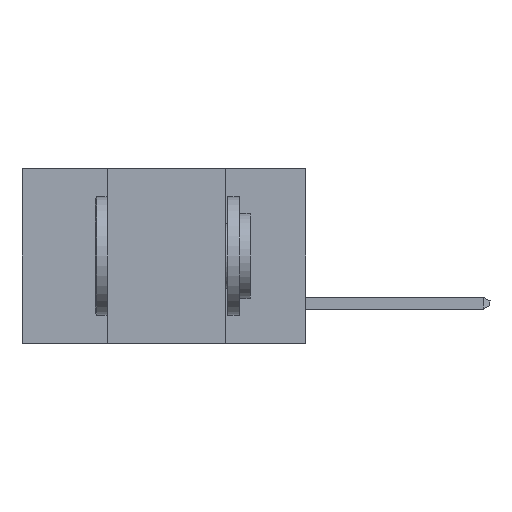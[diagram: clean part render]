
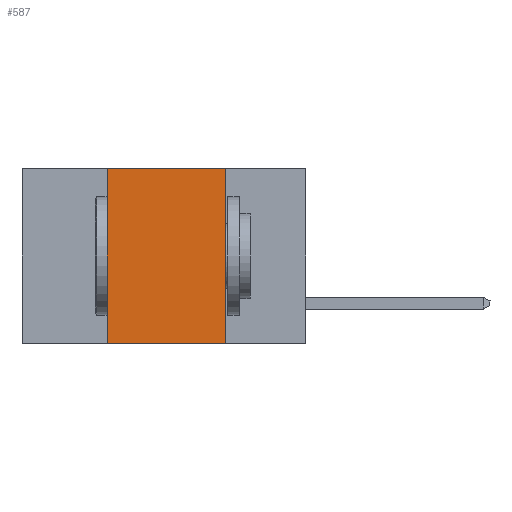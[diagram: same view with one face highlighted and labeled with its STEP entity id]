
A CAD part, left-side view. The second image highlights one B-rep face of the part: STEP entity #587.
In plain terms, the highlighted planar face has unit normal (-1, 0, 0).
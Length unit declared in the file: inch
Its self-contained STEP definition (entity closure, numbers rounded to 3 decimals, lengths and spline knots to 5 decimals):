
#215 = FACE_OUTER_BOUND ( 'NONE', #4643, .T. ) ;
#493 = VECTOR ( 'NONE', #12243, 39.37008 ) ;
#587 = ADVANCED_FACE ( 'NONE', ( #215 ), #13971, .F. ) ;
#687 = ORIENTED_EDGE ( 'NONE', *, *, #1344, .F. ) ;
#761 = VERTEX_POINT ( 'NONE', #13516 ) ;
#1344 = EDGE_CURVE ( 'NONE', #761, #4064, #3990, .T. ) ;
#1437 = VERTEX_POINT ( 'NONE', #5948 ) ;
#2371 = EDGE_CURVE ( 'NONE', #13680, #1437, #7190, .T. ) ;
#2447 = CARTESIAN_POINT ( 'NONE',  ( 0., 0.6, 0. ) ) ;
#3069 = CARTESIAN_POINT ( 'NONE',  ( 0., 0.6, 0. ) ) ;
#3990 = LINE ( 'NONE', #2447, #4322 ) ;
#4064 = VERTEX_POINT ( 'NONE', #13652 ) ;
#4231 = DIRECTION ( 'NONE',  ( 0., -1., 0. ) ) ;
#4322 = VECTOR ( 'NONE', #10107, 39.37008 ) ;
#4643 = EDGE_LOOP ( 'NONE', ( #13402, #687, #8006, #6613 ) ) ;
#4783 = CARTESIAN_POINT ( 'NONE',  ( 0., 0.42, 0. ) ) ;
#4816 = VECTOR ( 'NONE', #4231, 39.37008 ) ;
#5008 = VECTOR ( 'NONE', #9055, 39.37008 ) ;
#5270 = DIRECTION ( 'NONE',  ( 0., 0., -1. ) ) ;
#5948 = CARTESIAN_POINT ( 'NONE',  ( 0., 0.17, -0.37 ) ) ;
#6613 = ORIENTED_EDGE ( 'NONE', *, *, #2371, .T. ) ;
#7004 = AXIS2_PLACEMENT_3D ( 'NONE', #3069, #10721, #5270 ) ;
#7190 = LINE ( 'NONE', #8672, #4816 ) ;
#7572 = EDGE_CURVE ( 'NONE', #4064, #1437, #9110, .T. ) ;
#8006 = ORIENTED_EDGE ( 'NONE', *, *, #8188, .F. ) ;
#8188 = EDGE_CURVE ( 'NONE', #13680, #761, #14061, .T. ) ;
#8672 = CARTESIAN_POINT ( 'NONE',  ( 0., 0.6, -0.37 ) ) ;
#8823 = CARTESIAN_POINT ( 'NONE',  ( 0., 0.42, -0.37 ) ) ;
#9055 = DIRECTION ( 'NONE',  ( 0., 0., -1. ) ) ;
#9110 = LINE ( 'NONE', #11081, #5008 ) ;
#10107 = DIRECTION ( 'NONE',  ( 0., -1., 0. ) ) ;
#10721 = DIRECTION ( 'NONE',  ( 1., 0., 0. ) ) ;
#11081 = CARTESIAN_POINT ( 'NONE',  ( 0., 0.17, 0. ) ) ;
#12243 = DIRECTION ( 'NONE',  ( 0., 0., 1. ) ) ;
#13402 = ORIENTED_EDGE ( 'NONE', *, *, #7572, .F. ) ;
#13516 = CARTESIAN_POINT ( 'NONE',  ( 0., 0.42, 0. ) ) ;
#13652 = CARTESIAN_POINT ( 'NONE',  ( 0., 0.17, 0. ) ) ;
#13680 = VERTEX_POINT ( 'NONE', #8823 ) ;
#13971 = PLANE ( 'NONE',  #7004 ) ;
#14061 = LINE ( 'NONE', #4783, #493 ) ;
